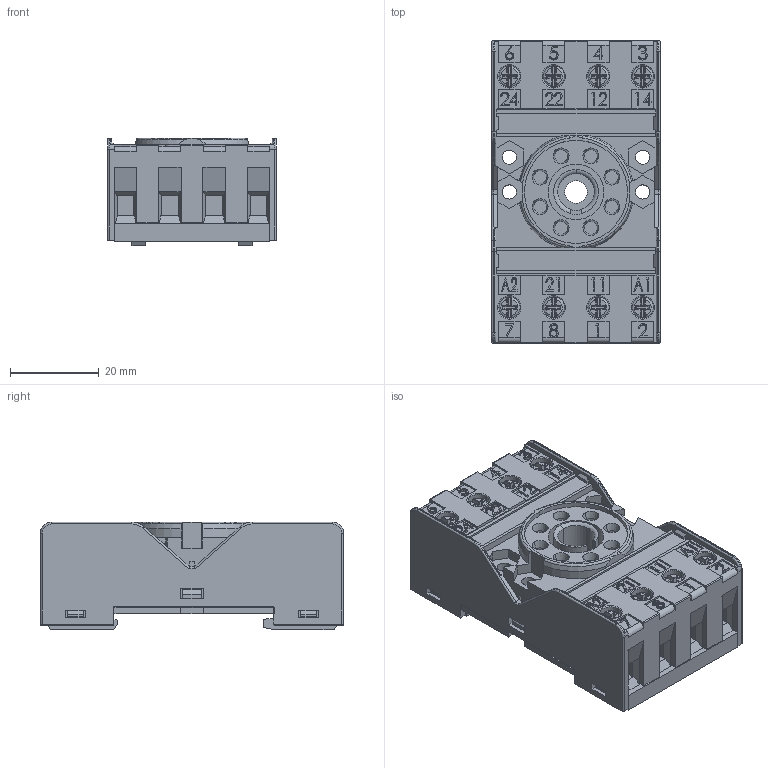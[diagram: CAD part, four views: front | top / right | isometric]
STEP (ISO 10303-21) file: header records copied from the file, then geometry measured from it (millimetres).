
FILE_DESCRIPTION (( 'STEP AP214' ), '1' );
FILE_NAME ('PZ8.STEP', '2017-07-14T10:15:47', ( '' ), ( '' ), 'SwSTEP 2.0', 'SolidWorks 2017', '' );
FILE_SCHEMA (( 'AUTOMOTIVE_DESIGN' ));
Length unit declared in the file: millimetre
Products named in the file (1): PZ8
Bounding box: 38 x 68.1 x 24.2 mm (x, y, z)
Volume: 29183.4 mm3; surface area: 31445.6 mm2
Topology: 12 solids, 12 shells, 3262 faces, 8528 edges, 5411 vertices
Faces by surface type: plane 1824, bspline 683, cylinder 427, torus 144, cone 120, sphere 64
Entity records: 162926 total; most frequent: CARTESIAN_POINT 51524, ORIENTED_EDGE 16984, DIRECTION 13416, EDGE_CURVE 8492, VECTOR 5624, LINE 5624, VERTEX_POINT 5411, AXIS2_PLACEMENT_3D 3896
